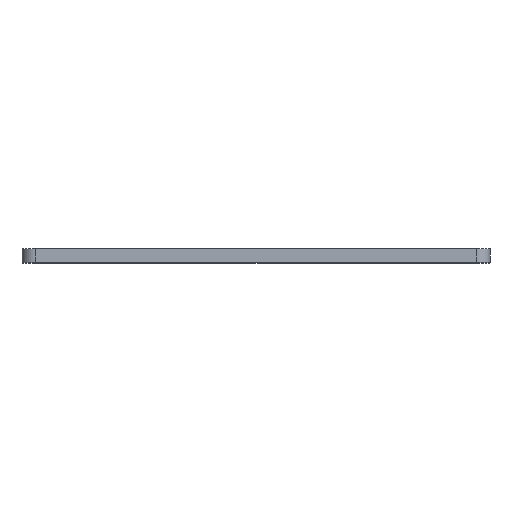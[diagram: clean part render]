
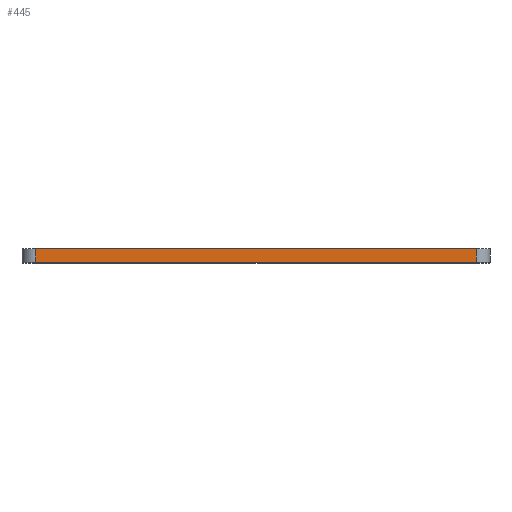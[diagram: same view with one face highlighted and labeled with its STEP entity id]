
A CAD part, top view. The second image highlights one B-rep face of the part: STEP entity #445.
In plain terms, the highlighted planar face has unit normal (0, 0, 1).
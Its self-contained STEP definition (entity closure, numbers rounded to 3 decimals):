
#56 = CARTESIAN_POINT ( 'NONE',  ( 3., 0., 100. ) ) ;
#123 = ORIENTED_EDGE ( 'NONE', *, *, #1471, .T. ) ;
#177 = CARTESIAN_POINT ( 'NONE',  ( 104., 3., 100. ) ) ;
#238 = ORIENTED_EDGE ( 'NONE', *, *, #388, .F. ) ;
#278 = AXIS2_PLACEMENT_3D ( 'NONE', #877, #1219, #999 ) ;
#311 = DIRECTION ( 'NONE',  ( -1., 0., 0. ) ) ;
#321 = DIRECTION ( 'NONE',  ( 0., 1., 0. ) ) ;
#388 = EDGE_CURVE ( 'NONE', #702, #639, #527, .T. ) ;
#408 = FACE_OUTER_BOUND ( 'NONE', #1385, .T. ) ;
#424 = VECTOR ( 'NONE', #929, 1000. ) ;
#442 = ORIENTED_EDGE ( 'NONE', *, *, #1342, .T. ) ;
#445 = ADVANCED_FACE ( 'NONE', ( #408 ), #982, .T. ) ;
#527 = LINE ( 'NONE', #1472, #1481 ) ;
#563 = LINE ( 'NONE', #1032, #424 ) ;
#639 = VERTEX_POINT ( 'NONE', #56 ) ;
#640 = CARTESIAN_POINT ( 'NONE',  ( 3., 3., 100. ) ) ;
#685 = CARTESIAN_POINT ( 'NONE',  ( 101., 3., 100. ) ) ;
#702 = VERTEX_POINT ( 'NONE', #1095 ) ;
#716 = VECTOR ( 'NONE', #321, 1000. ) ;
#877 = CARTESIAN_POINT ( 'NONE',  ( 104., 3., 100. ) ) ;
#922 = VECTOR ( 'NONE', #311, 1000. ) ;
#929 = DIRECTION ( 'NONE',  ( 0., -1., 0. ) ) ;
#948 = VERTEX_POINT ( 'NONE', #1303 ) ;
#982 = PLANE ( 'NONE',  #278 ) ;
#999 = DIRECTION ( 'NONE',  ( 1., 0., 0. ) ) ;
#1032 = CARTESIAN_POINT ( 'NONE',  ( 3., 3., 100. ) ) ;
#1095 = CARTESIAN_POINT ( 'NONE',  ( 101., 0., 100. ) ) ;
#1219 = DIRECTION ( 'NONE',  ( 0., 0., 1. ) ) ;
#1248 = DIRECTION ( 'NONE',  ( -1., 0., 0. ) ) ;
#1283 = LINE ( 'NONE', #685, #716 ) ;
#1303 = CARTESIAN_POINT ( 'NONE',  ( 101., 3., 100. ) ) ;
#1304 = ORIENTED_EDGE ( 'NONE', *, *, #1494, .T. ) ;
#1313 = VERTEX_POINT ( 'NONE', #640 ) ;
#1342 = EDGE_CURVE ( 'NONE', #948, #1313, #1350, .T. ) ;
#1350 = LINE ( 'NONE', #177, #922 ) ;
#1385 = EDGE_LOOP ( 'NONE', ( #238, #123, #442, #1304 ) ) ;
#1471 = EDGE_CURVE ( 'NONE', #702, #948, #1283, .T. ) ;
#1472 = CARTESIAN_POINT ( 'NONE',  ( 104., 0., 100. ) ) ;
#1481 = VECTOR ( 'NONE', #1248, 1000. ) ;
#1494 = EDGE_CURVE ( 'NONE', #1313, #639, #563, .T. ) ;
